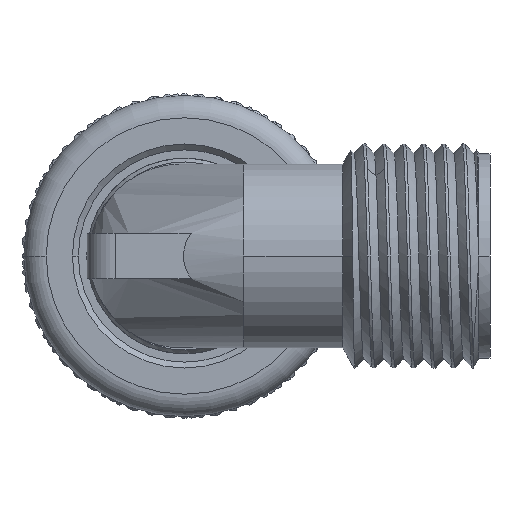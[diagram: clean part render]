
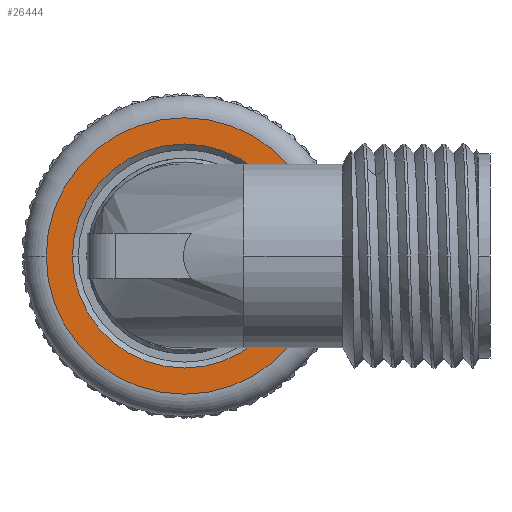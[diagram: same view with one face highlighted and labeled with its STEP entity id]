
A CAD part, left-side view. The second image highlights one B-rep face of the part: STEP entity #26444.
In plain terms, the highlighted planar face has unit normal (-1, 0, 0).
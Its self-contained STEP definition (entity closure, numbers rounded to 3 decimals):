
#2835=CARTESIAN_POINT('',(9.1,0.,0.));
#2836=DIRECTION('',(-1.,0.,0.));
#2837=DIRECTION('',(0.,1.,0.));
#2838=AXIS2_PLACEMENT_3D('',#2835,#2836,#2837);
#2840=CARTESIAN_POINT('',(9.1,0.,0.));
#2841=DIRECTION('',(1.,0.,0.));
#2842=DIRECTION('',(0.,1.,0.));
#2843=AXIS2_PLACEMENT_3D('',#2840,#2841,#2842);
#2845=CARTESIAN_POINT('',(9.1,0.,0.));
#2846=DIRECTION('',(-1.,0.,0.));
#2847=DIRECTION('',(0.,1.,0.));
#2848=AXIS2_PLACEMENT_3D('',#2845,#2846,#2847);
#2850=CARTESIAN_POINT('',(9.1,0.,0.));
#2851=DIRECTION('',(1.,0.,0.));
#2852=DIRECTION('',(0.,1.,0.));
#2853=AXIS2_PLACEMENT_3D('',#2850,#2851,#2852);
#21279=CARTESIAN_POINT('',(9.1,9.7,0.));
#21281=VERTEX_POINT('',#21279);
#21282=CARTESIAN_POINT('',(9.1,7.86,0.));
#21284=VERTEX_POINT('',#21282);
#21293=CARTESIAN_POINT('',(9.1,-9.7,0.));
#21295=VERTEX_POINT('',#21293);
#21296=CARTESIAN_POINT('',(9.1,-7.86,0.));
#21298=VERTEX_POINT('',#21296);
#26429=CARTESIAN_POINT('',(9.1,0.,0.));
#26430=DIRECTION('',(1.,0.,0.));
#26431=DIRECTION('',(0.,-1.,0.));
#26432=AXIS2_PLACEMENT_3D('',#26429,#26430,#26431);
#26433=PLANE('289',#26432);
#26435=ORIENTED_EDGE('1554',*,*,#26434,.F.);
#26437=ORIENTED_EDGE('1549',*,*,#26436,.T.);
#26438=EDGE_LOOP('289',(#26435,#26437));
#26439=FACE_OUTER_BOUND('289',#26438,.F.);
#26440=ORIENTED_EDGE('1550',*,*,#26415,.F.);
#26441=ORIENTED_EDGE('1555',*,*,#26397,.T.);
#26442=EDGE_LOOP('289',(#26440,#26441));
#26443=FACE_BOUND('289',#26442,.F.);
#2839=CIRCLE('1555',#2838,7.86);
#2844=CIRCLE('1550',#2843,7.86);
#2849=CIRCLE('1554',#2848,9.7);
#2854=CIRCLE('1549',#2853,9.7);
#26397=EDGE_CURVE('1555',#21284,#21298,#2839,.T.);
#26415=EDGE_CURVE('1550',#21284,#21298,#2844,.T.);
#26434=EDGE_CURVE('1554',#21281,#21295,#2849,.T.);
#26436=EDGE_CURVE('1549',#21281,#21295,#2854,.T.);
#26444=ADVANCED_FACE('289',(#26439,#26443),#26433,.F.);
